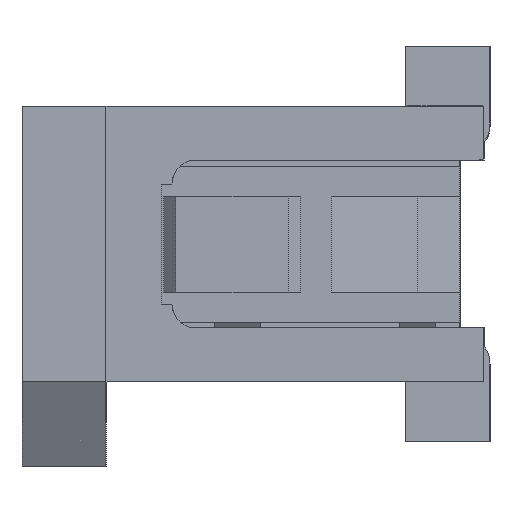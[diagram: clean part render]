
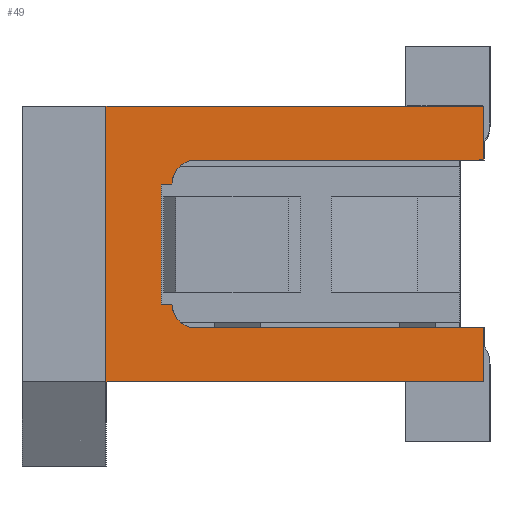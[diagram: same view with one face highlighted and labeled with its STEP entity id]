
A CAD part, left-side view. The second image highlights one B-rep face of the part: STEP entity #49.
In plain terms, the highlighted planar face has unit normal (-1, 0, 0).
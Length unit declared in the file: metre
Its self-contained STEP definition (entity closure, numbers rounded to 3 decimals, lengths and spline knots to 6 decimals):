
#49 = ADVANCED_FACE( '', ( #756 ), #757, .F. );
#756 = FACE_OUTER_BOUND( '', #2168, .T. );
#757 = PLANE( '', #2169 );
#2168 = EDGE_LOOP( '', ( #3595, #3596, #3597, #3598, #3599, #3600, #3601, #3602, #3603, #3604, #3605, #3606 ) );
#2169 = AXIS2_PLACEMENT_3D( '', #3607, #3608, #3609 );
#3595 = ORIENTED_EDGE( '', *, *, #10028, .F. );
#3596 = ORIENTED_EDGE( '', *, *, #10029, .T. );
#3597 = ORIENTED_EDGE( '', *, *, #10030, .F. );
#3598 = ORIENTED_EDGE( '', *, *, #10031, .F. );
#3599 = ORIENTED_EDGE( '', *, *, #10032, .F. );
#3600 = ORIENTED_EDGE( '', *, *, #10033, .F. );
#3601 = ORIENTED_EDGE( '', *, *, #10034, .F. );
#3602 = ORIENTED_EDGE( '', *, *, #10035, .T. );
#3603 = ORIENTED_EDGE( '', *, *, #10036, .F. );
#3604 = ORIENTED_EDGE( '', *, *, #10037, .F. );
#3605 = ORIENTED_EDGE( '', *, *, #10038, .T. );
#3606 = ORIENTED_EDGE( '', *, *, #10039, .F. );
#3607 = CARTESIAN_POINT( '', ( -0.00695, 0., 0. ) );
#3608 = DIRECTION( '', ( 1., 0., 0. ) );
#3609 = DIRECTION( '', ( 0., 1., 0. ) );
#10028 = EDGE_CURVE( '', #12205, #12206, #12207, .T. );
#10029 = EDGE_CURVE( '', #12205, #12208, #12209, .T. );
#10030 = EDGE_CURVE( '', #12210, #12208, #12211, .T. );
#10031 = EDGE_CURVE( '', #12212, #12210, #12213, .T. );
#10032 = EDGE_CURVE( '', #12214, #12212, #12215, .T. );
#10033 = EDGE_CURVE( '', #12216, #12214, #12217, .T. );
#10034 = EDGE_CURVE( '', #12218, #12216, #12219, .T. );
#10035 = EDGE_CURVE( '', #12218, #12220, #12221, .T. );
#10036 = EDGE_CURVE( '', #12222, #12220, #12223, .T. );
#10037 = EDGE_CURVE( '', #12224, #12222, #12225, .T. );
#10038 = EDGE_CURVE( '', #12224, #12226, #12227, .T. );
#10039 = EDGE_CURVE( '', #12206, #12226, #12228, .T. );
#12205 = VERTEX_POINT( '', #15801 );
#12206 = VERTEX_POINT( '', #15802 );
#12207 = LINE( '', #15803, #15804 );
#12208 = VERTEX_POINT( '', #15805 );
#12209 = LINE( '', #15806, #15807 );
#12210 = VERTEX_POINT( '', #15808 );
#12211 = CIRCLE( '', #15809, 0.0002 );
#12212 = VERTEX_POINT( '', #15810 );
#12213 = LINE( '', #15811, #15812 );
#12214 = VERTEX_POINT( '', #15813 );
#12215 = LINE( '', #15814, #15815 );
#12216 = VERTEX_POINT( '', #15816 );
#12217 = LINE( '', #15817, #15818 );
#12218 = VERTEX_POINT( '', #15819 );
#12219 = CIRCLE( '', #15820, 0.0002 );
#12220 = VERTEX_POINT( '', #15821 );
#12221 = LINE( '', #15822, #15823 );
#12222 = VERTEX_POINT( '', #15824 );
#12223 = LINE( '', #15825, #15826 );
#12224 = VERTEX_POINT( '', #15827 );
#12225 = LINE( '', #15828, #15829 );
#12226 = VERTEX_POINT( '', #15830 );
#12227 = LINE( '', #15831, #15832 );
#12228 = LINE( '', #15833, #15834 );
#15801 = CARTESIAN_POINT( '', ( -0.00695, 0.00005, -0.0007 ) );
#15802 = CARTESIAN_POINT( '', ( -0.00695, 0.00005, -0.00115 ) );
#15803 = CARTESIAN_POINT( '', ( -0.00695, 0.00005, -0.0007 ) );
#15804 = VECTOR( '', #21328, 1. );
#15805 = CARTESIAN_POINT( '', ( -0.00695, 0.00245, -0.0007 ) );
#15806 = CARTESIAN_POINT( '', ( -0.00695, 0.00005, -0.0007 ) );
#15807 = VECTOR( '', #21329, 1. );
#15808 = CARTESIAN_POINT( '', ( -0.00695, 0.00265, -0.0005 ) );
#15809 = AXIS2_PLACEMENT_3D( '', #21330, #21331, #21332 );
#15810 = CARTESIAN_POINT( '', ( -0.00695, 0.002738, -0.0005 ) );
#15811 = CARTESIAN_POINT( '', ( -0.00695, 0.002738, -0.0005 ) );
#15812 = VECTOR( '', #21333, 1. );
#15813 = CARTESIAN_POINT( '', ( -0.00695, 0.002738, 0.0005 ) );
#15814 = CARTESIAN_POINT( '', ( -0.00695, 0.002738, 0.0005 ) );
#15815 = VECTOR( '', #21334, 1. );
#15816 = CARTESIAN_POINT( '', ( -0.00695, 0.00265, 0.0005 ) );
#15817 = CARTESIAN_POINT( '', ( -0.00695, 0.00265, 0.0005 ) );
#15818 = VECTOR( '', #21335, 1. );
#15819 = CARTESIAN_POINT( '', ( -0.00695, 0.00245, 0.0007 ) );
#15820 = AXIS2_PLACEMENT_3D( '', #21336, #21337, #21338 );
#15821 = CARTESIAN_POINT( '', ( -0.00695, 0.00005, 0.0007 ) );
#15822 = CARTESIAN_POINT( '', ( -0.00695, 0.00245, 0.0007 ) );
#15823 = VECTOR( '', #21339, 1. );
#15824 = CARTESIAN_POINT( '', ( -0.00695, 0.00005, 0.00115 ) );
#15825 = CARTESIAN_POINT( '', ( -0.00695, 0.00005, 0.00115 ) );
#15826 = VECTOR( '', #21340, 1. );
#15827 = CARTESIAN_POINT( '', ( -0.00695, 0.0032, 0.00115 ) );
#15828 = CARTESIAN_POINT( '', ( -0.00695, 0.0032, 0.00115 ) );
#15829 = VECTOR( '', #21341, 1. );
#15830 = CARTESIAN_POINT( '', ( -0.00695, 0.0032, -0.00115 ) );
#15831 = CARTESIAN_POINT( '', ( -0.00695, 0.0032, 0.00115 ) );
#15832 = VECTOR( '', #21342, 1. );
#15833 = CARTESIAN_POINT( '', ( -0.00695, 0.00005, -0.00115 ) );
#15834 = VECTOR( '', #21343, 1. );
#21328 = DIRECTION( '', ( 0., 0., -1. ) );
#21329 = DIRECTION( '', ( 0., 1., 0. ) );
#21330 = CARTESIAN_POINT( '', ( -0.00695, 0.00245, -0.0005 ) );
#21331 = DIRECTION( '', ( -1., 0., 0. ) );
#21332 = DIRECTION( '', ( 0., 1., 0. ) );
#21333 = DIRECTION( '', ( 0., -1., 0. ) );
#21334 = DIRECTION( '', ( 0., 0., -1. ) );
#21335 = DIRECTION( '', ( 0., 1., 0. ) );
#21336 = CARTESIAN_POINT( '', ( -0.00695, 0.00245, 0.0005 ) );
#21337 = DIRECTION( '', ( -1., 0., 0. ) );
#21338 = DIRECTION( '', ( 0., 0., 1. ) );
#21339 = DIRECTION( '', ( 0., -1., 0. ) );
#21340 = DIRECTION( '', ( 0., 0., -1. ) );
#21341 = DIRECTION( '', ( 0., -1., 0. ) );
#21342 = DIRECTION( '', ( 0., 0., -1. ) );
#21343 = DIRECTION( '', ( 0., 1., 0. ) );
